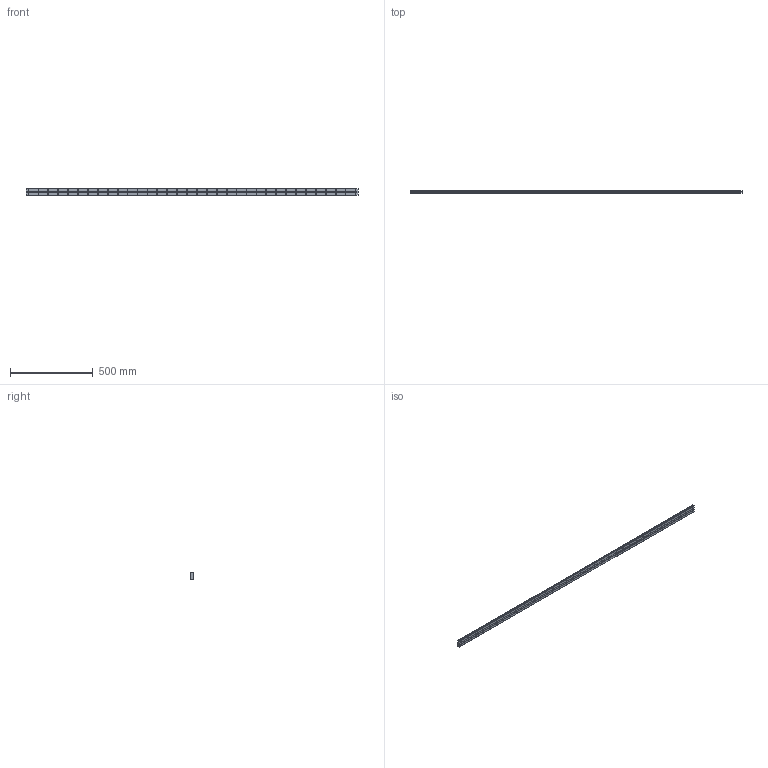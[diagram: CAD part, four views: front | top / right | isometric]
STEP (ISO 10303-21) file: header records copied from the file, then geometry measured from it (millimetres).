
FILE_DESCRIPTION (( 'STEP AP214' ), '1' );
FILE_NAME ('HRW27CA1SS-2010L_G15_0_B-M6F_968-6_0_0_0_1.STEP', '2021-07-06T10:38:25', ( '' ), ( '' ), 'SwSTEP 2.0', 'SolidWorks 2021', '' );
FILE_SCHEMA (( 'AUTOMOTIVE_DESIGN' ));
Length unit declared in the file: millimetre
Products named in the file (2): HRW27CA1SS-2010L_G15_0_B-M6F_968-6_0_0_0_1; _HRW27CA201015 Track
Assembly tree (1 placements, depth 2):
  HRW27CA1SS-2010L_G15_0_B-M6F_968-6_0_0_0_1
    _HRW27CA201015 Track
Bounding box: 2010 x 15 x 42 mm (x, y, z)
Volume: 1121836.3 mm3; surface area: 252441.5 mm2
Topology: 1 solids, 1 shells, 375 faces, 915 edges, 610 vertices
Faces by surface type: cylinder 277, plane 98
Entity records: 11661 total; most frequent: DIRECTION 2227, CARTESIAN_POINT 1904, ORIENTED_EDGE 1830, AXIS2_PLACEMENT_3D 933, EDGE_CURVE 915, VERTEX_POINT 610, EDGE_LOOP 579, CIRCLE 554
